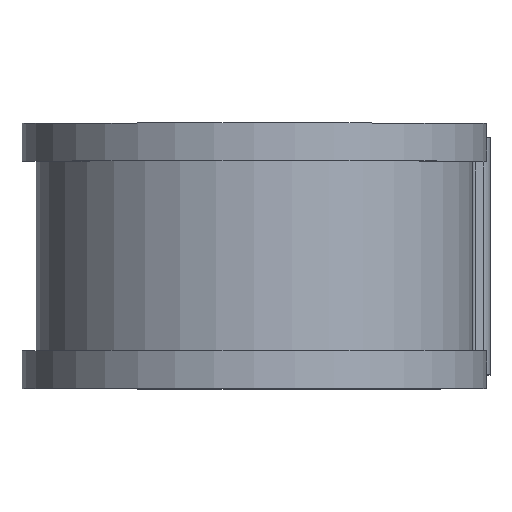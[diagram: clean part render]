
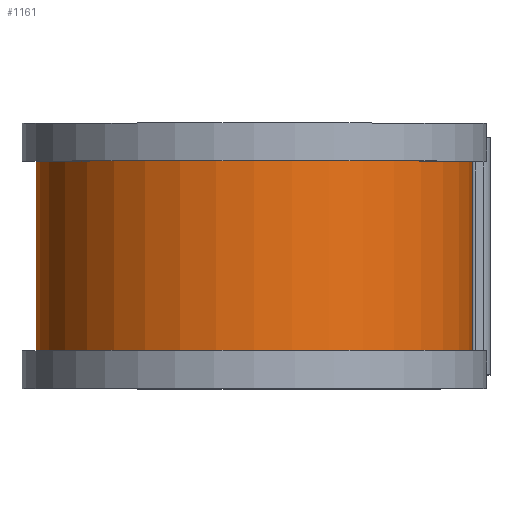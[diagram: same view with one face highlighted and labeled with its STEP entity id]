
A CAD part, top view. The second image highlights one B-rep face of the part: STEP entity #1161.
In plain terms, the highlighted cylindrical face has radius 23.381 mm (diameter 46.761 mm), a partial arc.
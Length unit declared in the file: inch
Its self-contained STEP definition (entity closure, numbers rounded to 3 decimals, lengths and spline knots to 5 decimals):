
#196 = CARTESIAN_POINT ( 'NONE',  ( 0., 0.5, -0.9205 ) ) ;
#238 = VERTEX_POINT ( 'NONE', #497 ) ;
#249 = ORIENTED_EDGE ( 'NONE', *, *, #355, .F. ) ;
#257 = AXIS2_PLACEMENT_3D ( 'NONE', #712, #707, #917 ) ;
#355 = EDGE_CURVE ( 'NONE', #238, #802, #1122, .T. ) ;
#436 = EDGE_CURVE ( 'NONE', #802, #1334, #1076, .T. ) ;
#438 = AXIS2_PLACEMENT_3D ( 'NONE', #1640, #1635, #1619 ) ;
#488 = FACE_OUTER_BOUND ( 'NONE', #1270, .T. ) ;
#494 = AXIS2_PLACEMENT_3D ( 'NONE', #751, #755, #764 ) ;
#497 = CARTESIAN_POINT ( 'NONE',  ( 0.9205, 0.4, 0. ) ) ;
#524 = CARTESIAN_POINT ( 'NONE',  ( 0.9205, 0.5, 0. ) ) ;
#555 = CIRCLE ( 'NONE', #438, 0.9205 ) ;
#590 = ORIENTED_EDGE ( 'NONE', *, *, #801, .T. ) ;
#707 = DIRECTION ( 'NONE',  ( 0., -1., 0. ) ) ;
#712 = CARTESIAN_POINT ( 'NONE',  ( 0., 0.5, 0. ) ) ;
#751 = CARTESIAN_POINT ( 'NONE',  ( 0., -0.4, 0. ) ) ;
#755 = DIRECTION ( 'NONE',  ( 0., -1., 0. ) ) ;
#764 = DIRECTION ( 'NONE',  ( 0., 0., -1. ) ) ;
#765 = ORIENTED_EDGE ( 'NONE', *, *, #436, .F. ) ;
#801 = EDGE_CURVE ( 'NONE', #238, #1315, #555, .T. ) ;
#802 = VERTEX_POINT ( 'NONE', #1725 ) ;
#889 = CARTESIAN_POINT ( 'NONE',  ( 0., -0.4, -0.9205 ) ) ;
#917 = DIRECTION ( 'NONE',  ( 0., 0., -1. ) ) ;
#962 = VECTOR ( 'NONE', #997, 39.37008 ) ;
#997 = DIRECTION ( 'NONE',  ( 0., -1., 0. ) ) ;
#1076 = CIRCLE ( 'NONE', #494, 0.9205 ) ;
#1122 = LINE ( 'NONE', #524, #1448 ) ;
#1161 = ADVANCED_FACE ( 'NONE', ( #488 ), #1479, .T. ) ;
#1188 = ORIENTED_EDGE ( 'NONE', *, *, #1726, .T. ) ;
#1214 = CARTESIAN_POINT ( 'NONE',  ( 0., 0.4, -0.9205 ) ) ;
#1270 = EDGE_LOOP ( 'NONE', ( #249, #590, #1188, #765 ) ) ;
#1315 = VERTEX_POINT ( 'NONE', #1214 ) ;
#1334 = VERTEX_POINT ( 'NONE', #889 ) ;
#1350 = LINE ( 'NONE', #196, #962 ) ;
#1448 = VECTOR ( 'NONE', #1660, 39.37008 ) ;
#1479 = CYLINDRICAL_SURFACE ( 'NONE', #257, 0.9205 ) ;
#1619 = DIRECTION ( 'NONE',  ( 0., 0., -1. ) ) ;
#1635 = DIRECTION ( 'NONE',  ( 0., -1., 0. ) ) ;
#1640 = CARTESIAN_POINT ( 'NONE',  ( 0., 0.4, 0. ) ) ;
#1660 = DIRECTION ( 'NONE',  ( 0., -1., 0. ) ) ;
#1725 = CARTESIAN_POINT ( 'NONE',  ( 0.9205, -0.4, 0. ) ) ;
#1726 = EDGE_CURVE ( 'NONE', #1315, #1334, #1350, .T. ) ;
